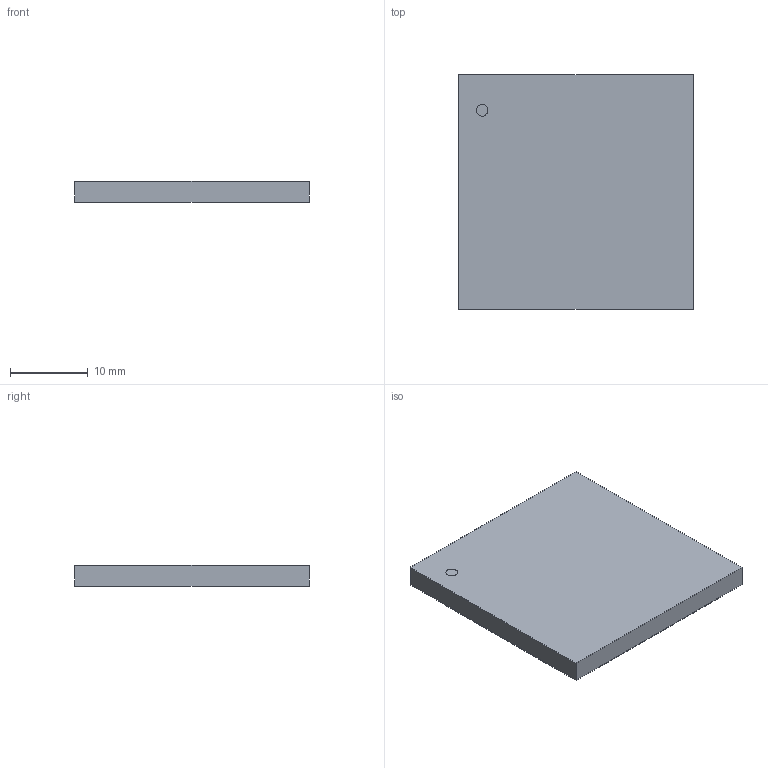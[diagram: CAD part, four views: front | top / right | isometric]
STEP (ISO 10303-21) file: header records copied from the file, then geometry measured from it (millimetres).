
FILE_DESCRIPTION(('STEP AP214'),'1');
FILE_NAME('SIM7600E S2-107EP-Z1W4D_SMM','2022-12-30T04:38:10',(''),(''),'','','');
FILE_SCHEMA(('AUTOMOTIVE_DESIGN'));
Length unit declared in the file: millimetre
Products named in the file (1): product
Bounding box: 30.15 x 30.15 x 2.75 mm (x, y, z)
Volume: 2449.8 mm3; surface area: 2265.7 mm2
Topology: 89 solids, 89 shells, 531 faces, 1059 edges, 706 vertices
Faces by surface type: plane 530, cylinder 1
Full cylindrical faces by diameter (mm): 1.507 x1
Entity records: 12784 total; most frequent: DIRECTION 2126, ORIENTED_EDGE 2116, CARTESIAN_POINT 1241, EDGE_CURVE 1058, LINE 1056, VECTOR 1056, VERTEX_POINT 706, AXIS2_PLACEMENT_3D 535
